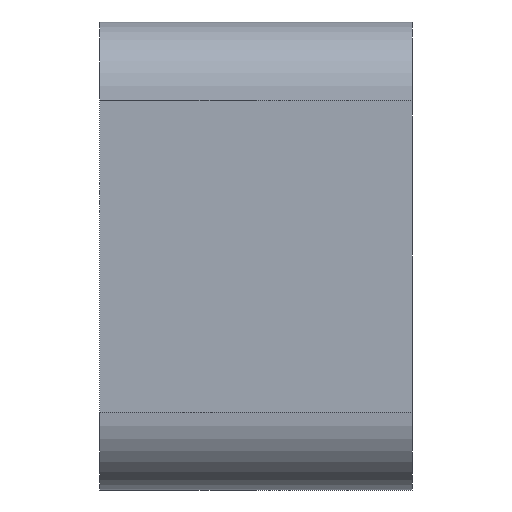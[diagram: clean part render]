
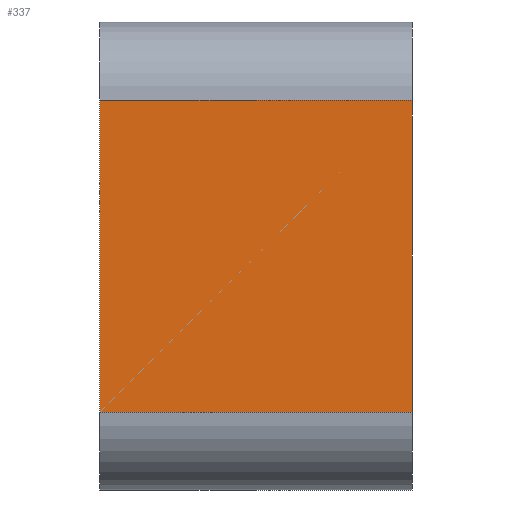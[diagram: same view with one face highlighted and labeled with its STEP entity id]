
A CAD part, left-side view. The second image highlights one B-rep face of the part: STEP entity #337.
In plain terms, the highlighted planar face has unit normal (-1, 0, 0).
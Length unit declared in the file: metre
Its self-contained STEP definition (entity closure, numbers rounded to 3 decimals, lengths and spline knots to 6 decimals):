
#64=ORIENTED_EDGE('',*,*,#159,.T.);
#65=ORIENTED_EDGE('',*,*,#160,.T.);
#66=ORIENTED_EDGE('',*,*,#144,.F.);
#67=ORIENTED_EDGE('',*,*,#161,.T.);
#144=EDGE_CURVE('',#192,#193,#222,.T.);
#159=EDGE_CURVE('',#206,#207,#231,.T.);
#160=EDGE_CURVE('',#207,#193,#232,.F.);
#161=EDGE_CURVE('',#192,#206,#233,.T.);
#192=VERTEX_POINT('',#516);
#193=VERTEX_POINT('',#518);
#206=VERTEX_POINT('',#548);
#207=VERTEX_POINT('',#549);
#222=LINE('',#517,#254);
#231=LINE('',#547,#263);
#232=LINE('',#550,#264);
#233=LINE('',#551,#265);
#254=VECTOR('',#412,1.);
#263=VECTOR('',#437,1.);
#264=VECTOR('',#438,1.);
#265=VECTOR('',#439,1.);
#287=EDGE_LOOP('',(#64,#65,#66,#67));
#307=FACE_BOUND('',#287,.T.);
#326=PLANE('',#377);
#337=ADVANCED_FACE('',(#307),#326,.F.);
#377=AXIS2_PLACEMENT_3D('',#546,#435,#436);
#412=DIRECTION('',(0.,0.,-1.));
#435=DIRECTION('',(1.,0.,0.));
#436=DIRECTION('',(0.,0.,-1.));
#437=DIRECTION('',(0.,0.,-1.));
#438=DIRECTION('',(0.,1.,0.));
#439=DIRECTION('',(0.,1.,0.));
#516=CARTESIAN_POINT('',(-0.25,-0.2,0.1));
#517=CARTESIAN_POINT('',(-0.25,-0.2,0.));
#518=CARTESIAN_POINT('',(-0.25,-0.2,-0.1));
#546=CARTESIAN_POINT('',(-0.25,-0.2,0.));
#547=CARTESIAN_POINT('',(-0.25,0.,0.));
#548=CARTESIAN_POINT('',(-0.25,0.,0.1));
#549=CARTESIAN_POINT('',(-0.25,0.,-0.1));
#550=CARTESIAN_POINT('',(-0.25,-0.2,-0.1));
#551=CARTESIAN_POINT('',(-0.25,0.,0.1));
